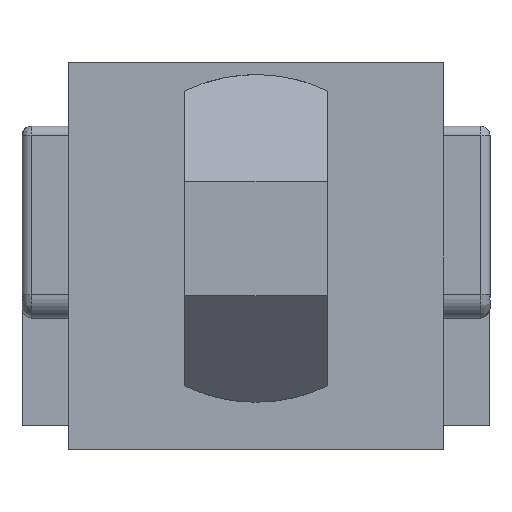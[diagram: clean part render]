
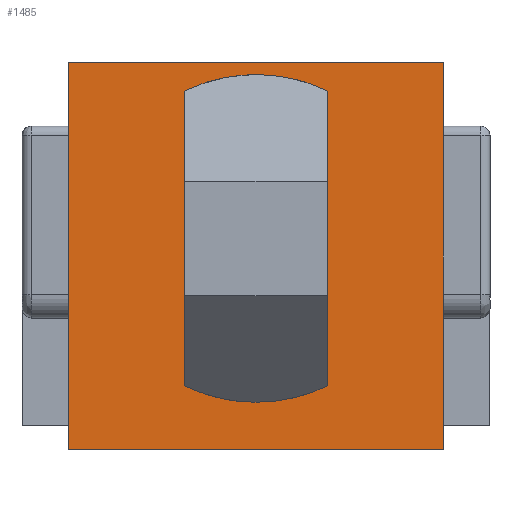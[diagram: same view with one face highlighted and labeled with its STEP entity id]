
A CAD part, front view. The second image highlights one B-rep face of the part: STEP entity #1485.
In plain terms, the highlighted planar face has unit normal (0, -1, 0).
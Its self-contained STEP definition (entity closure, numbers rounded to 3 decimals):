
#20 = DIRECTION ( 'NONE',  ( -1., 0., 0. ) ) ;
#45 = ORIENTED_EDGE ( 'NONE', *, *, #2142, .F. ) ;
#74 = VERTEX_POINT ( 'NONE', #971 ) ;
#128 = CARTESIAN_POINT ( 'NONE',  ( -0.05, 0., 3.1 ) ) ;
#142 = EDGE_CURVE ( 'NONE', #2400, #973, #820, .T. ) ;
#219 = ORIENTED_EDGE ( 'NONE', *, *, #2298, .T. ) ;
#224 = LINE ( 'NONE', #2670, #2566 ) ;
#225 = LINE ( 'NONE', #2327, #348 ) ;
#284 = CIRCLE ( 'NONE', #346, 3.05 ) ;
#321 = DIRECTION ( 'NONE',  ( 0., 0., -1. ) ) ;
#346 = AXIS2_PLACEMENT_3D ( 'NONE', #1546, #1334, #1766 ) ;
#348 = VECTOR ( 'NONE', #1060, 1000. ) ;
#355 = DIRECTION ( 'NONE',  ( 0., -1., 0. ) ) ;
#362 = EDGE_CURVE ( 'NONE', #411, #2483, #1229, .T. ) ;
#411 = VERTEX_POINT ( 'NONE', #2633 ) ;
#448 = ORIENTED_EDGE ( 'NONE', *, *, #943, .T. ) ;
#465 = FACE_OUTER_BOUND ( 'NONE', #1452, .T. ) ;
#476 = DIRECTION ( 'NONE',  ( 0., 1., 0. ) ) ;
#487 = DIRECTION ( 'NONE',  ( 1., 0., 0. ) ) ;
#497 = FACE_BOUND ( 'NONE', #2390, .T. ) ;
#513 = DIRECTION ( 'NONE',  ( 0., 0., -1. ) ) ;
#532 = CARTESIAN_POINT ( 'NONE',  ( 3.05, 0., -6.05 ) ) ;
#568 = LINE ( 'NONE', #1379, #816 ) ;
#624 = ORIENTED_EDGE ( 'NONE', *, *, #861, .T. ) ;
#679 = CARTESIAN_POINT ( 'NONE',  ( -8., 0., -9. ) ) ;
#779 = PLANE ( 'NONE',  #1423 ) ;
#816 = VECTOR ( 'NONE', #1563, 1000. ) ;
#817 = AXIS2_PLACEMENT_3D ( 'NONE', #1061, #476, #2329 ) ;
#820 = LINE ( 'NONE', #2499, #1804 ) ;
#861 = EDGE_CURVE ( 'NONE', #2340, #74, #2535, .T. ) ;
#876 = VECTOR ( 'NONE', #513, 1000. ) ;
#879 = VERTEX_POINT ( 'NONE', #1964 ) ;
#943 = EDGE_CURVE ( 'NONE', #879, #973, #568, .T. ) ;
#971 = CARTESIAN_POINT ( 'NONE',  ( -3.05, 0., -3.1 ) ) ;
#973 = VERTEX_POINT ( 'NONE', #2029 ) ;
#987 = CARTESIAN_POINT ( 'NONE',  ( 12.5, 0., -6.05 ) ) ;
#1007 = DIRECTION ( 'NONE',  ( 0., 0., 1. ) ) ;
#1009 = DIRECTION ( 'NONE',  ( 1., 0., 0. ) ) ;
#1014 = DIRECTION ( 'NONE',  ( 0., 0., -1. ) ) ;
#1060 = DIRECTION ( 'NONE',  ( -1., 0., 0. ) ) ;
#1061 = CARTESIAN_POINT ( 'NONE',  ( -0.05, 0., 0.05 ) ) ;
#1221 = LINE ( 'NONE', #2460, #1558 ) ;
#1229 = CIRCLE ( 'NONE', #817, 3.05 ) ;
#1331 = CARTESIAN_POINT ( 'NONE',  ( 12.5, 0., -3.1 ) ) ;
#1334 = DIRECTION ( 'NONE',  ( 0., 1., 0. ) ) ;
#1379 = CARTESIAN_POINT ( 'NONE',  ( 8., 0., -6.05 ) ) ;
#1414 = EDGE_CURVE ( 'NONE', #2116, #2186, #1536, .T. ) ;
#1416 = ORIENTED_EDGE ( 'NONE', *, *, #362, .T. ) ;
#1423 = AXIS2_PLACEMENT_3D ( 'NONE', #987, #355, #321 ) ;
#1452 = EDGE_LOOP ( 'NONE', ( #45, #448, #2191, #2099 ) ) ;
#1485 = ADVANCED_FACE ( 'NONE', ( #497, #465 ), #779, .T. ) ;
#1536 = LINE ( 'NONE', #532, #876 ) ;
#1545 = EDGE_CURVE ( 'NONE', #2400, #1755, #224, .T. ) ;
#1546 = CARTESIAN_POINT ( 'NONE',  ( 0.05, 0., -0.05 ) ) ;
#1558 = VECTOR ( 'NONE', #1007, 1000. ) ;
#1563 = DIRECTION ( 'NONE',  ( 0., 0., 1. ) ) ;
#1687 = CARTESIAN_POINT ( 'NONE',  ( 3.05, 0., 3.1 ) ) ;
#1746 = ORIENTED_EDGE ( 'NONE', *, *, #2712, .T. ) ;
#1755 = VERTEX_POINT ( 'NONE', #679 ) ;
#1764 = CARTESIAN_POINT ( 'NONE',  ( 12.5, 0., 3.1 ) ) ;
#1766 = DIRECTION ( 'NONE',  ( 0., 0., 1. ) ) ;
#1801 = CARTESIAN_POINT ( 'NONE',  ( -8., 0., 7.5 ) ) ;
#1804 = VECTOR ( 'NONE', #1009, 1000. ) ;
#1809 = CARTESIAN_POINT ( 'NONE',  ( 0.05, 0., -3.1 ) ) ;
#1964 = CARTESIAN_POINT ( 'NONE',  ( 8., 0., -9. ) ) ;
#2017 = EDGE_CURVE ( 'NONE', #74, #411, #1221, .T. ) ;
#2029 = CARTESIAN_POINT ( 'NONE',  ( 8., 0., 7.5 ) ) ;
#2099 = ORIENTED_EDGE ( 'NONE', *, *, #1545, .T. ) ;
#2116 = VERTEX_POINT ( 'NONE', #1687 ) ;
#2142 = EDGE_CURVE ( 'NONE', #879, #1755, #225, .T. ) ;
#2145 = VECTOR ( 'NONE', #20, 1000. ) ;
#2154 = CARTESIAN_POINT ( 'NONE',  ( 3.05, 0., -0.6 ) ) ;
#2170 = LINE ( 'NONE', #1764, #2648 ) ;
#2186 = VERTEX_POINT ( 'NONE', #2154 ) ;
#2191 = ORIENTED_EDGE ( 'NONE', *, *, #142, .F. ) ;
#2298 = EDGE_CURVE ( 'NONE', #2186, #2340, #284, .T. ) ;
#2327 = CARTESIAN_POINT ( 'NONE',  ( 12.5, 0., -9. ) ) ;
#2329 = DIRECTION ( 'NONE',  ( 0., 0., 1. ) ) ;
#2340 = VERTEX_POINT ( 'NONE', #1809 ) ;
#2390 = EDGE_LOOP ( 'NONE', ( #219, #624, #2736, #1416, #1746, #2624 ) ) ;
#2400 = VERTEX_POINT ( 'NONE', #1801 ) ;
#2460 = CARTESIAN_POINT ( 'NONE',  ( -3.05, 0., -6.05 ) ) ;
#2483 = VERTEX_POINT ( 'NONE', #128 ) ;
#2499 = CARTESIAN_POINT ( 'NONE',  ( 12.5, 0., 7.5 ) ) ;
#2535 = LINE ( 'NONE', #1331, #2145 ) ;
#2566 = VECTOR ( 'NONE', #1014, 1000. ) ;
#2624 = ORIENTED_EDGE ( 'NONE', *, *, #1414, .T. ) ;
#2633 = CARTESIAN_POINT ( 'NONE',  ( -3.05, 0., 0.6 ) ) ;
#2648 = VECTOR ( 'NONE', #487, 1000. ) ;
#2670 = CARTESIAN_POINT ( 'NONE',  ( -8., 0., -6.05 ) ) ;
#2712 = EDGE_CURVE ( 'NONE', #2483, #2116, #2170, .T. ) ;
#2736 = ORIENTED_EDGE ( 'NONE', *, *, #2017, .T. ) ;
